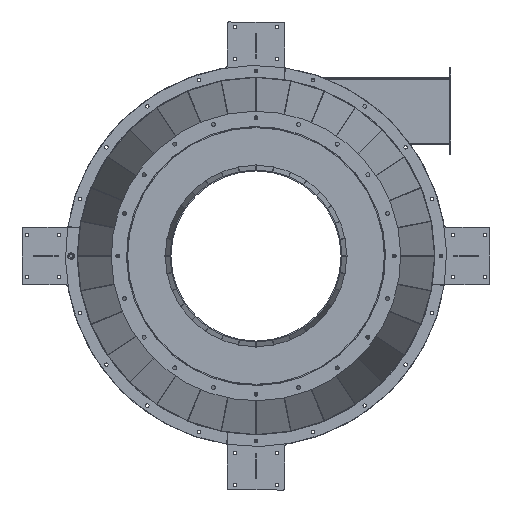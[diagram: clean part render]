
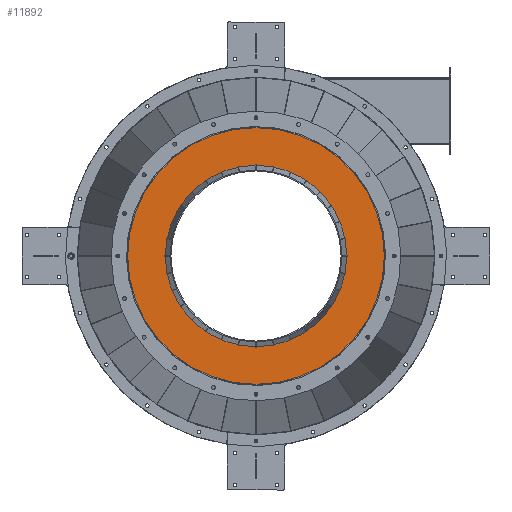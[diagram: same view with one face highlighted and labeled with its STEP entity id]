
A CAD part, front view. The second image highlights one B-rep face of the part: STEP entity #11892.
In plain terms, the highlighted planar face has unit normal (0, -1, 0).
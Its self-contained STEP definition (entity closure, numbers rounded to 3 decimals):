
#329 = DIRECTION ( 'NONE',  ( 0., 1., 0. ) ) ;
#545 = EDGE_CURVE ( 'NONE', #12180, #7293, #7812, .T. ) ;
#850 = ORIENTED_EDGE ( 'NONE', *, *, #545, .T. ) ;
#1147 = CARTESIAN_POINT ( 'NONE',  ( 0., 0., 0. ) ) ;
#1330 = EDGE_CURVE ( 'NONE', #4334, #4104, #5541, .T. ) ;
#1581 = DIRECTION ( 'NONE',  ( 0., 0., 1. ) ) ;
#2607 = PLANE ( 'NONE',  #12996 ) ;
#3247 = EDGE_LOOP ( 'NONE', ( #9195, #850 ) ) ;
#3363 = DIRECTION ( 'NONE',  ( 0., 1., 0. ) ) ;
#3516 = DIRECTION ( 'NONE',  ( 0., 1., 0. ) ) ;
#4104 = VERTEX_POINT ( 'NONE', #9397 ) ;
#4312 = ORIENTED_EDGE ( 'NONE', *, *, #11907, .F. ) ;
#4334 = VERTEX_POINT ( 'NONE', #9175 ) ;
#4457 = FACE_BOUND ( 'NONE', #3247, .T. ) ;
#5494 = DIRECTION ( 'NONE',  ( 0., 0., 1. ) ) ;
#5524 = CIRCLE ( 'NONE', #11634, 282. ) ;
#5541 = CIRCLE ( 'NONE', #9393, 399. ) ;
#5677 = EDGE_LOOP ( 'NONE', ( #9816, #4312 ) ) ;
#6894 = DIRECTION ( 'NONE',  ( 0., 1., 0. ) ) ;
#6972 = DIRECTION ( 'NONE',  ( 0., 0., 1. ) ) ;
#7146 = DIRECTION ( 'NONE',  ( 0., 0., 1. ) ) ;
#7293 = VERTEX_POINT ( 'NONE', #8941 ) ;
#7812 = CIRCLE ( 'NONE', #13452, 282. ) ;
#8731 = CIRCLE ( 'NONE', #10957, 399. ) ;
#8930 = CARTESIAN_POINT ( 'NONE',  ( 0., 0., 0. ) ) ;
#8941 = CARTESIAN_POINT ( 'NONE',  ( 0., 0., -282. ) ) ;
#9089 = CARTESIAN_POINT ( 'NONE',  ( 0., 0., 0. ) ) ;
#9175 = CARTESIAN_POINT ( 'NONE',  ( 0., 0., -399. ) ) ;
#9195 = ORIENTED_EDGE ( 'NONE', *, *, #11114, .T. ) ;
#9222 = CARTESIAN_POINT ( 'NONE',  ( 0., 0., 282. ) ) ;
#9326 = CARTESIAN_POINT ( 'NONE',  ( 0., 0., 0. ) ) ;
#9393 = AXIS2_PLACEMENT_3D ( 'NONE', #1147, #3363, #5494 ) ;
#9397 = CARTESIAN_POINT ( 'NONE',  ( 0., 0., 399. ) ) ;
#9729 = FACE_OUTER_BOUND ( 'NONE', #5677, .T. ) ;
#9816 = ORIENTED_EDGE ( 'NONE', *, *, #1330, .F. ) ;
#10066 = DIRECTION ( 'NONE',  ( 0., 0., 1. ) ) ;
#10957 = AXIS2_PLACEMENT_3D ( 'NONE', #11197, #329, #6972 ) ;
#11114 = EDGE_CURVE ( 'NONE', #7293, #12180, #5524, .T. ) ;
#11197 = CARTESIAN_POINT ( 'NONE',  ( 0., 0., 0. ) ) ;
#11634 = AXIS2_PLACEMENT_3D ( 'NONE', #9326, #13641, #7146 ) ;
#11892 = ADVANCED_FACE ( 'NONE', ( #9729, #4457 ), #2607, .F. ) ;
#11907 = EDGE_CURVE ( 'NONE', #4104, #4334, #8731, .T. ) ;
#12180 = VERTEX_POINT ( 'NONE', #9222 ) ;
#12996 = AXIS2_PLACEMENT_3D ( 'NONE', #9089, #6894, #10066 ) ;
#13452 = AXIS2_PLACEMENT_3D ( 'NONE', #8930, #3516, #1581 ) ;
#13641 = DIRECTION ( 'NONE',  ( 0., 1., 0. ) ) ;
